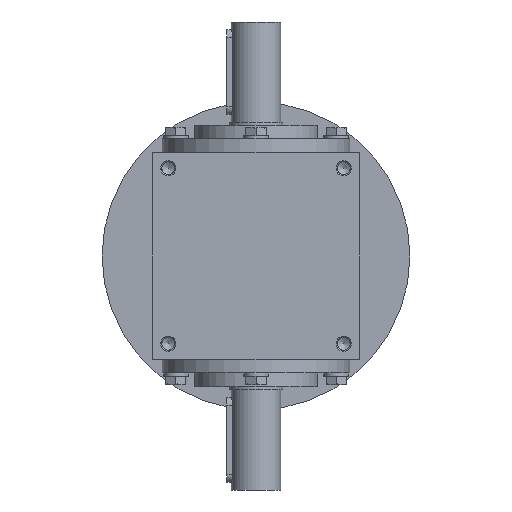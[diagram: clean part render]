
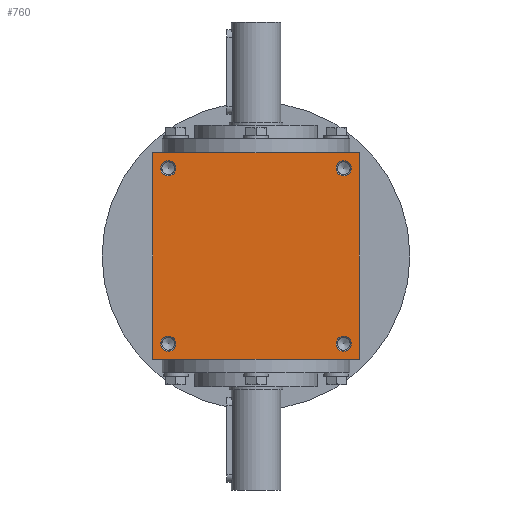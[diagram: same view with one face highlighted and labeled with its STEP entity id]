
A CAD part, left-side view. The second image highlights one B-rep face of the part: STEP entity #760.
In plain terms, the highlighted face is planar.
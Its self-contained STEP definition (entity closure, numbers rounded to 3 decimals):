
#760 = ADVANCED_FACE( '', ( #1551, #1552, #1553, #1554, #1555 ), #1556, .F. );
#1551 = FACE_BOUND( '', #2282, .T. );
#1552 = FACE_BOUND( '', #2283, .T. );
#1553 = FACE_BOUND( '', #2284, .T. );
#1554 = FACE_BOUND( '', #2285, .T. );
#1555 = FACE_OUTER_BOUND( '', #2286, .T. );
#1556 = PLANE( '', #2287 );
#2282 = EDGE_LOOP( '', ( #3639 ) );
#2283 = EDGE_LOOP( '', ( #3640 ) );
#2284 = EDGE_LOOP( '', ( #3641 ) );
#2285 = EDGE_LOOP( '', ( #3642 ) );
#2286 = EDGE_LOOP( '', ( #3643, #3644, #3645, #3646 ) );
#2287 = AXIS2_PLACEMENT_3D( '', #3647, #3648, #3649 );
#3639 = ORIENTED_EDGE( '', *, *, #4097, .F. );
#3640 = ORIENTED_EDGE( '', *, *, #3799, .T. );
#3641 = ORIENTED_EDGE( '', *, *, #3845, .F. );
#3642 = ORIENTED_EDGE( '', *, *, #3901, .T. );
#3643 = ORIENTED_EDGE( '', *, *, #4100, .F. );
#3644 = ORIENTED_EDGE( '', *, *, #4183, .F. );
#3645 = ORIENTED_EDGE( '', *, *, #4178, .F. );
#3646 = ORIENTED_EDGE( '', *, *, #4026, .F. );
#3647 = CARTESIAN_POINT( '', ( 0., 0., -67. ) );
#3648 = DIRECTION( '', ( 0., 0., 1. ) );
#3649 = DIRECTION( '', ( 1., 0., 0. ) );
#3799 = EDGE_CURVE( '', #4392, #4392, #4393, .T. );
#3845 = EDGE_CURVE( '', #4459, #4459, #4460, .T. );
#3901 = EDGE_CURVE( '', #4544, #4544, #4545, .T. );
#4026 = EDGE_CURVE( '', #4727, #4728, #4729, .T. );
#4097 = EDGE_CURVE( '', #4819, #4819, #4820, .T. );
#4100 = EDGE_CURVE( '', #4824, #4727, #4825, .T. );
#4178 = EDGE_CURVE( '', #4728, #4909, #4910, .T. );
#4183 = EDGE_CURVE( '', #4909, #4824, #4915, .T. );
#4392 = VERTEX_POINT( '', #5157 );
#4393 = CIRCLE( '', #5158, 5. );
#4459 = VERTEX_POINT( '', #5244 );
#4460 = CIRCLE( '', #5245, 5. );
#4544 = VERTEX_POINT( '', #5363 );
#4545 = CIRCLE( '', #5364, 5. );
#4727 = VERTEX_POINT( '', #5655 );
#4728 = VERTEX_POINT( '', #5656 );
#4729 = LINE( '', #5657, #5658 );
#4819 = VERTEX_POINT( '', #5785 );
#4820 = CIRCLE( '', #5786, 5. );
#4824 = VERTEX_POINT( '', #5790 );
#4825 = LINE( '', #5791, #5792 );
#4909 = VERTEX_POINT( '', #5890 );
#4910 = LINE( '', #5891, #5892 );
#4915 = LINE( '', #5898, #5899 );
#5157 = CARTESIAN_POINT( '', ( 62., 57., -67. ) );
#5158 = AXIS2_PLACEMENT_3D( '', #6135, #6136, #6137 );
#5244 = CARTESIAN_POINT( '', ( -62., -57., -67. ) );
#5245 = AXIS2_PLACEMENT_3D( '', #6213, #6214, #6215 );
#5363 = CARTESIAN_POINT( '', ( 62., -57., -67. ) );
#5364 = AXIS2_PLACEMENT_3D( '', #6295, #6296, #6297 );
#5655 = CARTESIAN_POINT( '', ( -67., -67., -67. ) );
#5656 = CARTESIAN_POINT( '', ( 67., -67., -67. ) );
#5657 = CARTESIAN_POINT( '', ( -67., -67., -67. ) );
#5658 = VECTOR( '', #6490, 1000. );
#5785 = CARTESIAN_POINT( '', ( -62., 57., -67. ) );
#5786 = AXIS2_PLACEMENT_3D( '', #6571, #6572, #6573 );
#5790 = CARTESIAN_POINT( '', ( -67., 67., -67. ) );
#5791 = CARTESIAN_POINT( '', ( -67., 67., -67. ) );
#5792 = VECTOR( '', #6577, 1000. );
#5890 = CARTESIAN_POINT( '', ( 67., 67., -67. ) );
#5891 = CARTESIAN_POINT( '', ( 67., -67., -67. ) );
#5892 = VECTOR( '', #6643, 1000. );
#5898 = CARTESIAN_POINT( '', ( 67., 67., -67. ) );
#5899 = VECTOR( '', #6645, 1000. );
#6135 = CARTESIAN_POINT( '', ( 57., 57., -67. ) );
#6136 = DIRECTION( '', ( 0., 0., 1. ) );
#6137 = DIRECTION( '', ( 1., 0., 0. ) );
#6213 = CARTESIAN_POINT( '', ( -57., -57., -67. ) );
#6214 = DIRECTION( '', ( 0., 0., -1. ) );
#6215 = DIRECTION( '', ( -1., 0., 0. ) );
#6295 = CARTESIAN_POINT( '', ( 57., -57., -67. ) );
#6296 = DIRECTION( '', ( 0., 0., 1. ) );
#6297 = DIRECTION( '', ( 1., 0., 0. ) );
#6490 = DIRECTION( '', ( 1., 0., 0. ) );
#6571 = CARTESIAN_POINT( '', ( -57., 57., -67. ) );
#6572 = DIRECTION( '', ( 0., 0., -1. ) );
#6573 = DIRECTION( '', ( -1., 0., 0. ) );
#6577 = DIRECTION( '', ( 0., -1., 0. ) );
#6643 = DIRECTION( '', ( 0., 1., 0. ) );
#6645 = DIRECTION( '', ( -1., 0., 0. ) );
